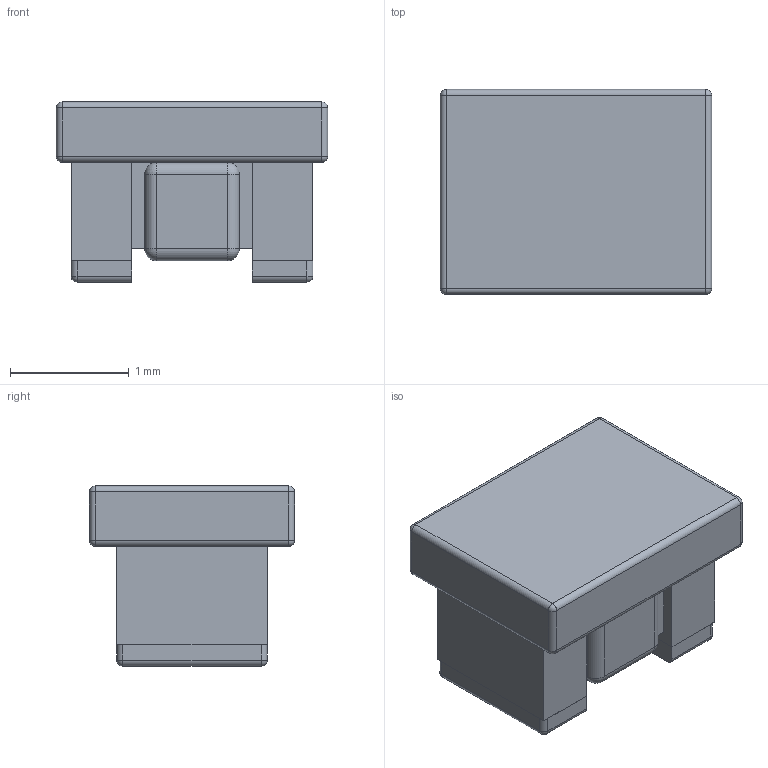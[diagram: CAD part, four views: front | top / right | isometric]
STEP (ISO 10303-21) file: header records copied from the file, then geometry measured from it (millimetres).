
FILE_DESCRIPTION((''),'2;1');
FILE_NAME('IND_TYCO_3650.stp','2010-04-20T12:29:36',(''),(''),'Mechanical Desktop 2010','Mechanical Desktop 2010',', , ');
FILE_SCHEMA(('AUTOMOTIVE_DESIGN { 1 2 10303 214 1 1 1 1 }'));
Length unit declared in the file: millimetre
Products named in the file (1): Product
Bounding box: 2.29 x 1.73 x 1.52 mm (x, y, z)
Volume: 4.9 mm3; surface area: 34.1 mm2
Topology: 7 solids, 7 shells, 96 faces, 206 edges, 104 vertices
Faces by surface type: plane 42, cylinder 34, sphere 20
Entity records: 2438 total; most frequent: DIRECTION 448, CARTESIAN_POINT 387, ORIENTED_EDGE 372, EDGE_CURVE 186, AXIS2_PLACEMENT_3D 165, VECTOR 118, LINE 118, VERTEX_POINT 104
